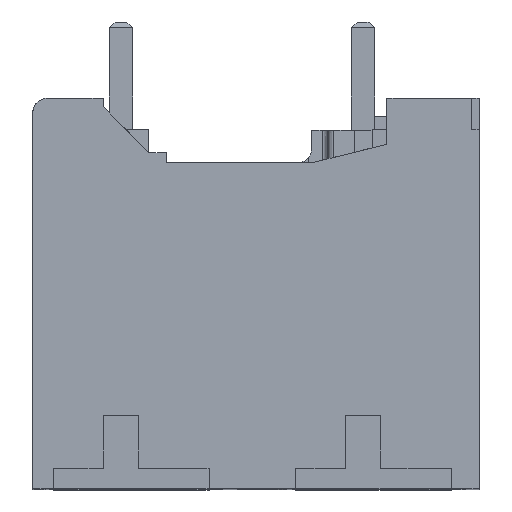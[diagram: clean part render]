
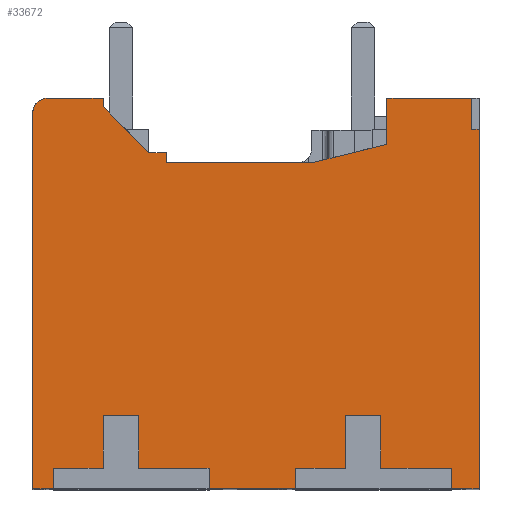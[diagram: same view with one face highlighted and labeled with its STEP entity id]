
A CAD part, top view. The second image highlights one B-rep face of the part: STEP entity #33672.
In plain terms, the highlighted planar face has unit normal (0, 0, 1).
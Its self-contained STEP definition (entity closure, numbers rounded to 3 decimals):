
#7845=DIRECTION('',(0.,1.,0.));
#7846=VECTOR('',#7845,12.25);
#7847=CARTESIAN_POINT('',(12.2,0.,2.2));
#7848=LINE('',#7847,#7846);
#8254=DIRECTION('',(-1.,0.,0.));
#8255=VECTOR('',#8254,4.959);
#8256=CARTESIAN_POINT('',(6.505,11.1,2.2));
#8257=LINE('',#8256,#8255);
#10872=DIRECTION('',(0.707,0.707,0.));
#10873=VECTOR('',#10872,0.039);
#10874=CARTESIAN_POINT('',(9.032,11.732,2.2));
#10875=LINE('',#10874,#10873);
#10876=DIRECTION('',(0.,1.,0.));
#10877=VECTOR('',#10876,1.541);
#10878=CARTESIAN_POINT('',(9.059,11.759,2.2));
#10879=LINE('',#10878,#10877);
#10880=DIRECTION('',(1.,0.,0.));
#10881=VECTOR('',#10880,2.878);
#10882=CARTESIAN_POINT('',(9.059,13.3,2.2));
#10883=LINE('',#10882,#10881);
#10884=DIRECTION('',(0.,-1.,0.));
#10885=VECTOR('',#10884,1.05);
#10886=CARTESIAN_POINT('',(11.938,13.3,2.2));
#10887=LINE('',#10886,#10885);
#10888=DIRECTION('',(-1.,0.,0.));
#10889=VECTOR('',#10888,0.95);
#10890=CARTESIAN_POINT('',(12.2,0.,2.2));
#10891=LINE('',#10890,#10889);
#10892=DIRECTION('',(0.,1.,0.));
#10893=VECTOR('',#10892,0.7);
#10894=CARTESIAN_POINT('',(11.25,0.,2.2));
#10895=LINE('',#10894,#10893);
#10896=DIRECTION('',(0.,1.,0.));
#10897=VECTOR('',#10896,1.8);
#10898=CARTESIAN_POINT('',(8.85,0.7,2.2));
#10899=LINE('',#10898,#10897);
#10900=DIRECTION('',(-1.,0.,0.));
#10901=VECTOR('',#10900,2.95);
#10902=CARTESIAN_POINT('',(5.95,0.,2.2));
#10903=LINE('',#10902,#10901);
#10904=DIRECTION('',(0.,1.,0.));
#10905=VECTOR('',#10904,0.7);
#10906=CARTESIAN_POINT('',(3.,0.,2.2));
#10907=LINE('',#10906,#10905);
#10908=DIRECTION('',(0.,1.,0.));
#10909=VECTOR('',#10908,1.8);
#10910=CARTESIAN_POINT('',(0.6,0.7,2.2));
#10911=LINE('',#10910,#10909);
#10912=DIRECTION('',(-1.,0.,0.));
#10913=VECTOR('',#10912,0.7);
#10914=CARTESIAN_POINT('',(-2.3,0.,2.2));
#10915=LINE('',#10914,#10913);
#10916=CARTESIAN_POINT('',(-2.5,12.8,2.2));
#10917=DIRECTION('',(0.,0.,-1.));
#10918=DIRECTION('',(-1.,0.,0.));
#10919=AXIS2_PLACEMENT_3D('',#10916,#10917,#10918);
#10921=DIRECTION('',(1.,0.,0.));
#10922=VECTOR('',#10921,1.895);
#10923=CARTESIAN_POINT('',(-2.5,13.3,2.2));
#10924=LINE('',#10923,#10922);
#10925=DIRECTION('',(0.,-1.,0.));
#10926=VECTOR('',#10925,0.295);
#10927=CARTESIAN_POINT('',(-0.605,13.3,2.2));
#10928=LINE('',#10927,#10926);
#10929=DIRECTION('',(0.707,-0.707,0.));
#10930=VECTOR('',#10929,2.199);
#10931=CARTESIAN_POINT('',(-0.605,13.005,2.2));
#10932=LINE('',#10931,#10930);
#10933=DIRECTION('',(1.,0.,0.));
#10934=VECTOR('',#10933,0.596);
#10935=CARTESIAN_POINT('',(0.949,11.451,2.2));
#10936=LINE('',#10935,#10934);
#10937=DIRECTION('',(0.,-1.,0.));
#10938=VECTOR('',#10937,0.351);
#10939=CARTESIAN_POINT('',(1.546,11.451,2.2));
#10940=LINE('',#10939,#10938);
#10941=DIRECTION('',(0.97,0.243,0.));
#10942=VECTOR('',#10941,2.604);
#10943=CARTESIAN_POINT('',(6.505,11.1,2.2));
#10944=LINE('',#10943,#10942);
#12421=DIRECTION('',(-1.,0.,0.));
#12422=VECTOR('',#12421,0.262);
#12423=CARTESIAN_POINT('',(12.2,12.25,2.2));
#12424=LINE('',#12423,#12422);
#12437=DIRECTION('',(1.,0.,0.));
#12438=VECTOR('',#12437,2.4);
#12439=CARTESIAN_POINT('',(8.85,0.7,2.2));
#12440=LINE('',#12439,#12438);
#12485=DIRECTION('',(1.,0.,0.));
#12486=VECTOR('',#12485,1.7);
#12487=CARTESIAN_POINT('',(5.95,0.7,2.2));
#12488=LINE('',#12487,#12486);
#12489=DIRECTION('',(0.,1.,0.));
#12490=VECTOR('',#12489,1.8);
#12491=CARTESIAN_POINT('',(7.65,0.7,2.2));
#12492=LINE('',#12491,#12490);
#12497=DIRECTION('',(1.,0.,0.));
#12498=VECTOR('',#12497,1.2);
#12499=CARTESIAN_POINT('',(7.65,2.5,2.2));
#12500=LINE('',#12499,#12498);
#12505=DIRECTION('',(0.,1.,0.));
#12506=VECTOR('',#12505,0.7);
#12507=CARTESIAN_POINT('',(5.95,0.,2.2));
#12508=LINE('',#12507,#12506);
#12517=DIRECTION('',(1.,0.,0.));
#12518=VECTOR('',#12517,2.4);
#12519=CARTESIAN_POINT('',(0.6,0.7,2.2));
#12520=LINE('',#12519,#12518);
#12565=DIRECTION('',(1.,0.,0.));
#12566=VECTOR('',#12565,1.7);
#12567=CARTESIAN_POINT('',(-2.3,0.7,2.2));
#12568=LINE('',#12567,#12566);
#12569=DIRECTION('',(0.,1.,0.));
#12570=VECTOR('',#12569,1.8);
#12571=CARTESIAN_POINT('',(-0.6,0.7,2.2));
#12572=LINE('',#12571,#12570);
#12577=DIRECTION('',(1.,0.,0.));
#12578=VECTOR('',#12577,1.2);
#12579=CARTESIAN_POINT('',(-0.6,2.5,2.2));
#12580=LINE('',#12579,#12578);
#12585=DIRECTION('',(0.,1.,0.));
#12586=VECTOR('',#12585,0.7);
#12587=CARTESIAN_POINT('',(-2.3,0.,2.2));
#12588=LINE('',#12587,#12586);
#12593=DIRECTION('',(0.,-1.,0.));
#12594=VECTOR('',#12593,12.8);
#12595=CARTESIAN_POINT('',(-3.,12.8,2.2));
#12596=LINE('',#12595,#12594);
#14665=CARTESIAN_POINT('',(-3.,0.,2.2));
#14666=VERTEX_POINT('',#14665);
#14667=CARTESIAN_POINT('',(-2.3,0.,2.2));
#14668=VERTEX_POINT('',#14667);
#14673=CARTESIAN_POINT('',(3.,0.,2.2));
#14674=VERTEX_POINT('',#14673);
#14675=CARTESIAN_POINT('',(5.95,0.,2.2));
#14676=VERTEX_POINT('',#14675);
#14681=CARTESIAN_POINT('',(11.25,0.,2.2));
#14682=VERTEX_POINT('',#14681);
#14683=CARTESIAN_POINT('',(12.2,0.,2.2));
#14684=VERTEX_POINT('',#14683);
#14909=CARTESIAN_POINT('',(12.2,12.25,2.2));
#14910=VERTEX_POINT('',#14909);
#14931=CARTESIAN_POINT('',(11.938,12.25,2.2));
#14933=VERTEX_POINT('',#14931);
#14935=CARTESIAN_POINT('',(11.938,13.3,2.2));
#14936=VERTEX_POINT('',#14935);
#14955=CARTESIAN_POINT('',(9.059,13.3,2.2));
#14956=VERTEX_POINT('',#14955);
#14957=CARTESIAN_POINT('',(9.059,11.759,2.2));
#14958=VERTEX_POINT('',#14957);
#15407=CARTESIAN_POINT('',(6.505,11.1,2.2));
#15409=VERTEX_POINT('',#15407);
#15432=CARTESIAN_POINT('',(9.032,11.732,2.2));
#15433=VERTEX_POINT('',#15432);
#15528=CARTESIAN_POINT('',(1.546,11.1,2.2));
#15529=VERTEX_POINT('',#15528);
#15590=CARTESIAN_POINT('',(1.546,11.451,2.2));
#15591=VERTEX_POINT('',#15590);
#15592=CARTESIAN_POINT('',(0.949,11.451,2.2));
#15593=VERTEX_POINT('',#15592);
#15714=CARTESIAN_POINT('',(-0.605,13.005,2.2));
#15715=VERTEX_POINT('',#15714);
#15716=CARTESIAN_POINT('',(-0.605,13.3,2.2));
#15717=VERTEX_POINT('',#15716);
#15718=CARTESIAN_POINT('',(-2.5,13.3,2.2));
#15719=VERTEX_POINT('',#15718);
#15792=CARTESIAN_POINT('',(11.25,0.7,2.2));
#15793=VERTEX_POINT('',#15792);
#15794=CARTESIAN_POINT('',(8.85,0.7,2.2));
#15795=VERTEX_POINT('',#15794);
#15796=CARTESIAN_POINT('',(8.85,2.5,2.2));
#15797=VERTEX_POINT('',#15796);
#15798=CARTESIAN_POINT('',(7.65,2.5,2.2));
#15799=VERTEX_POINT('',#15798);
#15800=CARTESIAN_POINT('',(7.65,0.7,2.2));
#15801=VERTEX_POINT('',#15800);
#15802=CARTESIAN_POINT('',(5.95,0.7,2.2));
#15803=VERTEX_POINT('',#15802);
#15804=CARTESIAN_POINT('',(3.,0.7,2.2));
#15805=VERTEX_POINT('',#15804);
#15806=CARTESIAN_POINT('',(0.6,0.7,2.2));
#15807=VERTEX_POINT('',#15806);
#15808=CARTESIAN_POINT('',(0.6,2.5,2.2));
#15809=VERTEX_POINT('',#15808);
#15810=CARTESIAN_POINT('',(-0.6,2.5,2.2));
#15811=VERTEX_POINT('',#15810);
#15812=CARTESIAN_POINT('',(-0.6,0.7,2.2));
#15813=VERTEX_POINT('',#15812);
#15814=CARTESIAN_POINT('',(-2.3,0.7,2.2));
#15815=VERTEX_POINT('',#15814);
#15816=CARTESIAN_POINT('',(-3.,12.8,2.2));
#15817=VERTEX_POINT('',#15816);
#33613=CARTESIAN_POINT('',(0.,0.,2.2));
#33614=DIRECTION('',(0.,0.,1.));
#33615=DIRECTION('',(1.,0.,0.));
#33616=AXIS2_PLACEMENT_3D('',#33613,#33614,#33615);
#33617=PLANE('',#33616);
#33619=ORIENTED_EDGE('',*,*,#33618,.T.);
#33620=ORIENTED_EDGE('',*,*,#29915,.T.);
#33621=ORIENTED_EDGE('',*,*,#29876,.T.);
#33623=ORIENTED_EDGE('',*,*,#33622,.T.);
#33625=ORIENTED_EDGE('',*,*,#33624,.F.);
#33626=ORIENTED_EDGE('',*,*,#29805,.F.);
#33627=ORIENTED_EDGE('',*,*,#18936,.T.);
#33629=ORIENTED_EDGE('',*,*,#33628,.T.);
#33631=ORIENTED_EDGE('',*,*,#33630,.F.);
#33633=ORIENTED_EDGE('',*,*,#33632,.T.);
#33635=ORIENTED_EDGE('',*,*,#33634,.F.);
#33637=ORIENTED_EDGE('',*,*,#33636,.F.);
#33639=ORIENTED_EDGE('',*,*,#33638,.F.);
#33641=ORIENTED_EDGE('',*,*,#33640,.F.);
#33642=ORIENTED_EDGE('',*,*,#18928,.T.);
#33644=ORIENTED_EDGE('',*,*,#33643,.T.);
#33646=ORIENTED_EDGE('',*,*,#33645,.F.);
#33648=ORIENTED_EDGE('',*,*,#33647,.T.);
#33650=ORIENTED_EDGE('',*,*,#33649,.F.);
#33652=ORIENTED_EDGE('',*,*,#33651,.F.);
#33654=ORIENTED_EDGE('',*,*,#33653,.F.);
#33656=ORIENTED_EDGE('',*,*,#33655,.F.);
#33657=ORIENTED_EDGE('',*,*,#18920,.T.);
#33659=ORIENTED_EDGE('',*,*,#33658,.F.);
#33660=ORIENTED_EDGE('',*,*,#33606,.T.);
#33661=ORIENTED_EDGE('',*,*,#30664,.T.);
#33662=ORIENTED_EDGE('',*,*,#30645,.T.);
#33664=ORIENTED_EDGE('',*,*,#33663,.T.);
#33665=ORIENTED_EDGE('',*,*,#30403,.T.);
#33666=ORIENTED_EDGE('',*,*,#30316,.T.);
#33667=ORIENTED_EDGE('',*,*,#30199,.F.);
#33669=ORIENTED_EDGE('',*,*,#33668,.T.);
#33670=EDGE_LOOP('',(#33619,#33620,#33621,#33623,#33625,#33626,#33627,#33629,
#33631,#33633,#33635,#33637,#33639,#33641,#33642,#33644,#33646,#33648,#33650,
#33652,#33654,#33656,#33657,#33659,#33660,#33661,#33662,#33664,#33665,#33666,
#33667,#33669));
#33671=FACE_OUTER_BOUND('',#33670,.F.);
#10920=CIRCLE('',#10919,0.5);
#18920=EDGE_CURVE('',#14668,#14666,#10915,.T.);
#18928=EDGE_CURVE('',#14676,#14674,#10903,.T.);
#18936=EDGE_CURVE('',#14684,#14682,#10891,.T.);
#29805=EDGE_CURVE('',#14684,#14910,#7848,.T.);
#29876=EDGE_CURVE('',#14956,#14936,#10883,.T.);
#29915=EDGE_CURVE('',#14958,#14956,#10879,.T.);
#30199=EDGE_CURVE('',#15409,#15529,#8257,.T.);
#30316=EDGE_CURVE('',#15591,#15529,#10940,.T.);
#30403=EDGE_CURVE('',#15593,#15591,#10936,.T.);
#30645=EDGE_CURVE('',#15717,#15715,#10928,.T.);
#30664=EDGE_CURVE('',#15719,#15717,#10924,.T.);
#33606=EDGE_CURVE('',#15817,#15719,#10920,.T.);
#33618=EDGE_CURVE('',#15433,#14958,#10875,.T.);
#33622=EDGE_CURVE('',#14936,#14933,#10887,.T.);
#33624=EDGE_CURVE('',#14910,#14933,#12424,.T.);
#33628=EDGE_CURVE('',#14682,#15793,#10895,.T.);
#33630=EDGE_CURVE('',#15795,#15793,#12440,.T.);
#33632=EDGE_CURVE('',#15795,#15797,#10899,.T.);
#33634=EDGE_CURVE('',#15799,#15797,#12500,.T.);
#33636=EDGE_CURVE('',#15801,#15799,#12492,.T.);
#33638=EDGE_CURVE('',#15803,#15801,#12488,.T.);
#33640=EDGE_CURVE('',#14676,#15803,#12508,.T.);
#33643=EDGE_CURVE('',#14674,#15805,#10907,.T.);
#33645=EDGE_CURVE('',#15807,#15805,#12520,.T.);
#33647=EDGE_CURVE('',#15807,#15809,#10911,.T.);
#33649=EDGE_CURVE('',#15811,#15809,#12580,.T.);
#33651=EDGE_CURVE('',#15813,#15811,#12572,.T.);
#33653=EDGE_CURVE('',#15815,#15813,#12568,.T.);
#33655=EDGE_CURVE('',#14668,#15815,#12588,.T.);
#33658=EDGE_CURVE('',#15817,#14666,#12596,.T.);
#33663=EDGE_CURVE('',#15715,#15593,#10932,.T.);
#33668=EDGE_CURVE('',#15409,#15433,#10944,.T.);
#33672=ADVANCED_FACE('',(#33671),#33617,.T.);
